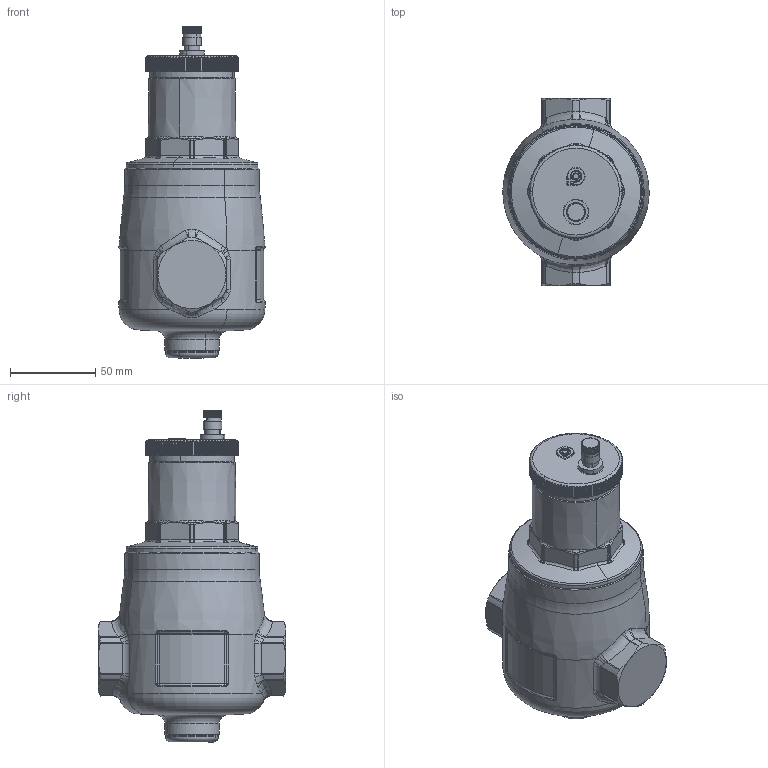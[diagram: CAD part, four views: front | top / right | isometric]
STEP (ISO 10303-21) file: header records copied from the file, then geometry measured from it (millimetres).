
FILE_DESCRIPTION(('CATIA V5 STEP Exchange','CAx-IF Rec.Pracs.--- Model Styling and Organization---1.4--- 2014-01-23','CAx-IF Rec.Pracs.---3D Tessellated Data Validation Properties---0.5---2014-09-14'),'2;1');
FILE_NAME('STEP_551005_-_TST.stp','2022-04-04T07:59:45+00:00',('none'),('none'),'CATIA Version 5-6 Release 2019 SP3','CATIA V5 STEP AP242 v1','none');
FILE_SCHEMA(('AP242_MANAGED_MODEL_BASED_3D_ENGINEERING_MIM_LF {1 0 10303 442 1 1 4}'));
Products named in the file (1): 551005 - TST
Bounding box: 85.9 x 110 x 195 mm (x, y, z)
Volume: 723650.2 mm3; surface area: 51005.2 mm2
Topology: 1 solids, 1 shells, 1148 faces, 3097 edges, 1937 vertices
Faces by surface type: cylinder 544, plane 300, bspline 172, torus 52, cone 49, sphere 27, revolution 4
Entity records: 46308 total; most frequent: CARTESIAN_POINT 21566, ORIENTED_EDGE 6146, DIRECTION 3076, EDGE_CURVE 3073, VERTEX_POINT 1937, B_SPLINE_CURVE_WITH_KNOTS 1543, AXIS2_PLACEMENT_3D 1357, EDGE_LOOP 1158
